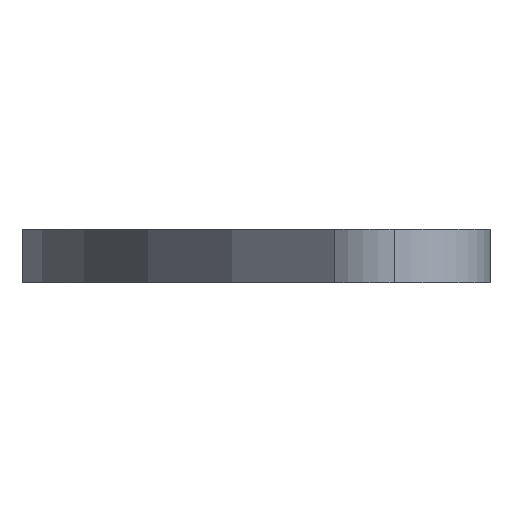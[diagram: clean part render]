
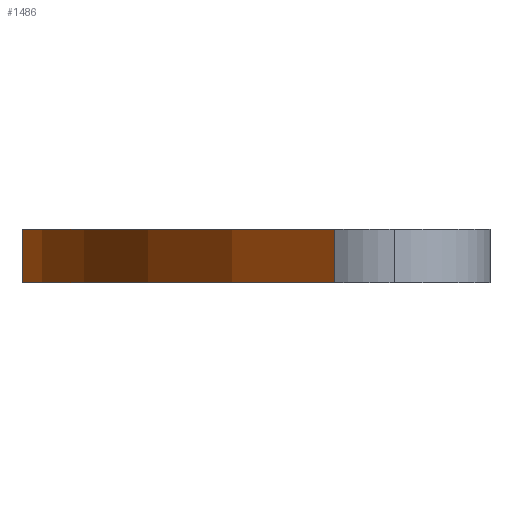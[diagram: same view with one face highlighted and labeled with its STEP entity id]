
A CAD part, left-side view. The second image highlights one B-rep face of the part: STEP entity #1486.
In plain terms, the highlighted cylindrical face has radius 53.671 mm (diameter 107.343 mm), a partial arc.
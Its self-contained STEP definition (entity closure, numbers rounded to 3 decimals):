
#96 = CARTESIAN_POINT ( 'NONE',  ( -21.069, 1.56, 0. ) ) ;
#153 = EDGE_CURVE ( 'NONE', #1324, #253, #1356, .T. ) ;
#156 = DIRECTION ( 'NONE',  ( -1., 0., 0. ) ) ;
#217 = CIRCLE ( 'NONE', #708, 53.671 ) ;
#253 = VERTEX_POINT ( 'NONE', #912 ) ;
#489 = ORIENTED_EDGE ( 'NONE', *, *, #1455, .F. ) ;
#511 = DIRECTION ( 'NONE',  ( 0., 0., -1. ) ) ;
#527 = CARTESIAN_POINT ( 'NONE',  ( 18.716, -34.464, 3. ) ) ;
#556 = DIRECTION ( 'NONE',  ( 0., 0., -1. ) ) ;
#563 = EDGE_LOOP ( 'NONE', ( #1346, #489, #690, #1156 ) ) ;
#591 = AXIS2_PLACEMENT_3D ( 'NONE', #527, #1424, #156 ) ;
#637 = DIRECTION ( 'NONE',  ( 1., 0., 0. ) ) ;
#675 = DIRECTION ( 'NONE',  ( 0., 0., -1. ) ) ;
#690 = ORIENTED_EDGE ( 'NONE', *, *, #153, .T. ) ;
#696 = EDGE_CURVE ( 'NONE', #1593, #1628, #217, .T. ) ;
#708 = AXIS2_PLACEMENT_3D ( 'NONE', #1277, #511, #637 ) ;
#791 = CARTESIAN_POINT ( 'NONE',  ( 60.141, -0.338, 3. ) ) ;
#804 = CARTESIAN_POINT ( 'NONE',  ( -21.069, 1.56, 3. ) ) ;
#912 = CARTESIAN_POINT ( 'NONE',  ( 60.141, -0.338, 3. ) ) ;
#913 = LINE ( 'NONE', #804, #1234 ) ;
#991 = CARTESIAN_POINT ( 'NONE',  ( -21.069, 1.56, 3. ) ) ;
#1057 = CYLINDRICAL_SURFACE ( 'NONE', #591, 53.671 ) ;
#1066 = LINE ( 'NONE', #791, #1621 ) ;
#1156 = ORIENTED_EDGE ( 'NONE', *, *, #1518, .T. ) ;
#1234 = VECTOR ( 'NONE', #675, 1000. ) ;
#1277 = CARTESIAN_POINT ( 'NONE',  ( 18.716, -34.464, 0. ) ) ;
#1293 = FACE_OUTER_BOUND ( 'NONE', #563, .T. ) ;
#1306 = DIRECTION ( 'NONE',  ( 0., 0., -1. ) ) ;
#1324 = VERTEX_POINT ( 'NONE', #991 ) ;
#1329 = DIRECTION ( 'NONE',  ( 1., 0., 0. ) ) ;
#1346 = ORIENTED_EDGE ( 'NONE', *, *, #696, .F. ) ;
#1356 = CIRCLE ( 'NONE', #1569, 53.671 ) ;
#1398 = CARTESIAN_POINT ( 'NONE',  ( 60.141, -0.338, 0. ) ) ;
#1424 = DIRECTION ( 'NONE',  ( 0., 0., -1. ) ) ;
#1455 = EDGE_CURVE ( 'NONE', #1324, #1593, #913, .T. ) ;
#1477 = CARTESIAN_POINT ( 'NONE',  ( 18.716, -34.464, 3. ) ) ;
#1486 = ADVANCED_FACE ( 'NONE', ( #1293 ), #1057, .T. ) ;
#1518 = EDGE_CURVE ( 'NONE', #253, #1628, #1066, .T. ) ;
#1569 = AXIS2_PLACEMENT_3D ( 'NONE', #1477, #556, #1329 ) ;
#1593 = VERTEX_POINT ( 'NONE', #96 ) ;
#1621 = VECTOR ( 'NONE', #1306, 1000. ) ;
#1628 = VERTEX_POINT ( 'NONE', #1398 ) ;
